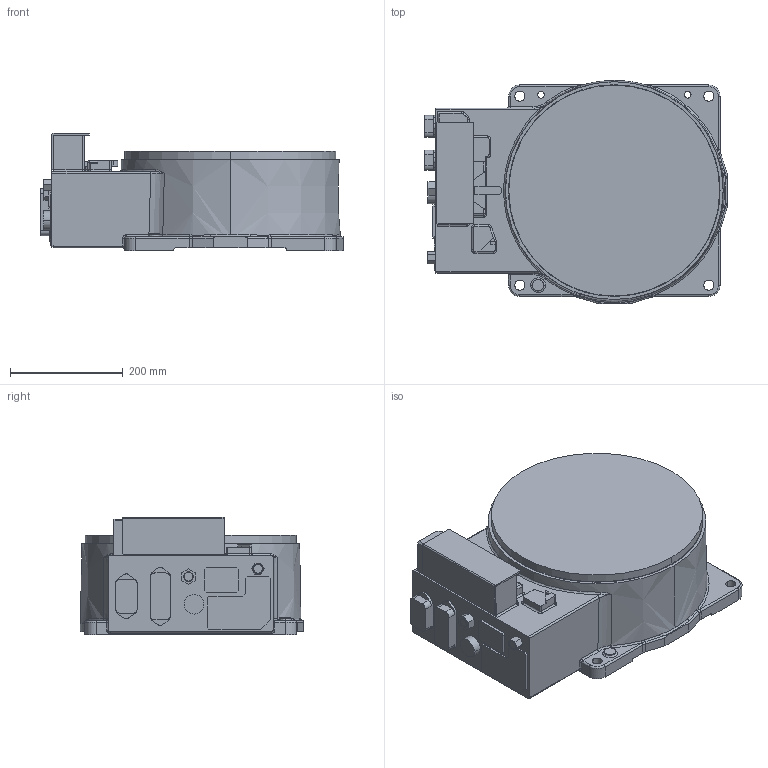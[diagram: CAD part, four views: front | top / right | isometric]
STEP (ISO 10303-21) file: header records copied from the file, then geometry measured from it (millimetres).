
FILE_DESCRIPTION (( 'STEP AP203' ), '1' );
FILE_NAME ('MH24_BASE_AXIS_Default_sldprt.STEP', '2025-10-20T22:10:15', ( '' ), ( '' ), 'SwSTEP 2.0', 'SolidWorks 2025', '' );
FILE_SCHEMA (( 'CONFIG_CONTROL_DESIGN' ));
Length unit declared in the file: millimetre
Products named in the file (1): MH24_BASE_AXIS_Default_sldprt
Bounding box: 535.7 x 395.46 x 208.2 mm (x, y, z)
Volume: 24181962.6 mm3; surface area: 752089.5 mm2
Topology: 1 solids, 1 shells, 451 faces, 1175 edges, 731 vertices
Faces by surface type: plane 180, cylinder 157, bspline 96, cone 18
Entity records: 19794 total; most frequent: CARTESIAN_POINT 9123, ORIENTED_EDGE 2330, DIRECTION 2104, EDGE_CURVE 1165, AXIS2_PLACEMENT_3D 741, VERTEX_POINT 731, VECTOR 622, LINE 622
